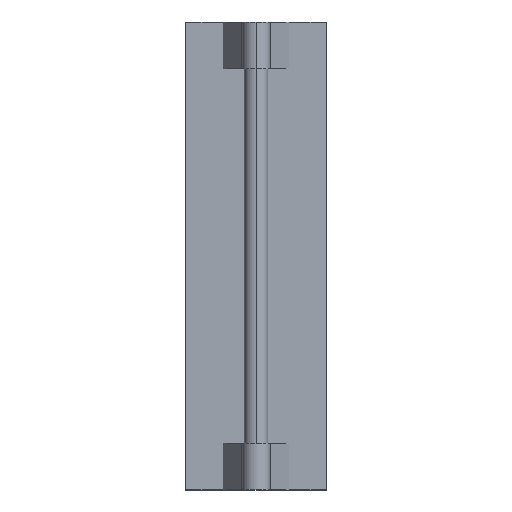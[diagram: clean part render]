
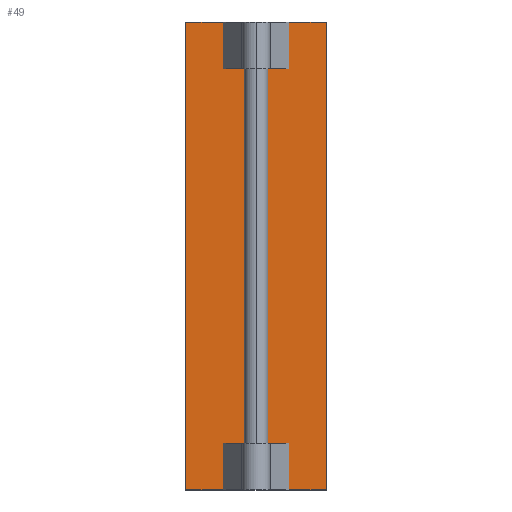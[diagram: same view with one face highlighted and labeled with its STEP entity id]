
A CAD part, top view. The second image highlights one B-rep face of the part: STEP entity #49.
In plain terms, the highlighted planar face has unit normal (0, 0, 1).
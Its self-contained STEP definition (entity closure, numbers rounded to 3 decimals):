
#9 = ORIENTED_EDGE ( 'NONE', *, *, #180, .T. ) ;
#25 = EDGE_CURVE ( 'NONE', #70, #238, #524, .T. ) ;
#38 = CARTESIAN_POINT ( 'NONE',  ( -15., 50., 2. ) ) ;
#39 = VECTOR ( 'NONE', #624, 1000. ) ;
#48 = DIRECTION ( 'NONE',  ( -1., 0., 0. ) ) ;
#49 = ADVANCED_FACE ( 'NONE', ( #469 ), #119, .F. ) ;
#50 = CARTESIAN_POINT ( 'NONE',  ( -15., -50., 2. ) ) ;
#51 = DIRECTION ( 'NONE',  ( 1., 0., 0. ) ) ;
#58 = VECTOR ( 'NONE', #546, 1000. ) ;
#59 = DIRECTION ( 'NONE',  ( 1., 0., 0. ) ) ;
#70 = VERTEX_POINT ( 'NONE', #314 ) ;
#94 = EDGE_CURVE ( 'NONE', #355, #70, #483, .T. ) ;
#98 = CARTESIAN_POINT ( 'NONE',  ( 15., 50., 2. ) ) ;
#117 = CARTESIAN_POINT ( 'NONE',  ( 0., 40., 2. ) ) ;
#119 = PLANE ( 'NONE',  #649 ) ;
#127 = VERTEX_POINT ( 'NONE', #714 ) ;
#132 = VECTOR ( 'NONE', #51, 1000. ) ;
#141 = ORIENTED_EDGE ( 'NONE', *, *, #673, .F. ) ;
#150 = CARTESIAN_POINT ( 'NONE',  ( 7., 40., 2. ) ) ;
#162 = LINE ( 'NONE', #340, #404 ) ;
#165 = VECTOR ( 'NONE', #622, 1000. ) ;
#175 = VECTOR ( 'NONE', #316, 1000. ) ;
#180 = EDGE_CURVE ( 'NONE', #127, #298, #530, .T. ) ;
#193 = CARTESIAN_POINT ( 'NONE',  ( 7., -40., 2. ) ) ;
#208 = EDGE_CURVE ( 'NONE', #701, #309, #409, .T. ) ;
#238 = VERTEX_POINT ( 'NONE', #534 ) ;
#239 = ORIENTED_EDGE ( 'NONE', *, *, #596, .T. ) ;
#261 = ORIENTED_EDGE ( 'NONE', *, *, #94, .T. ) ;
#265 = CARTESIAN_POINT ( 'NONE',  ( -7., -40., 2. ) ) ;
#273 = CARTESIAN_POINT ( 'NONE',  ( 7., -40., 2. ) ) ;
#288 = CARTESIAN_POINT ( 'NONE',  ( 0., -40., 2. ) ) ;
#294 = VECTOR ( 'NONE', #472, 1000. ) ;
#298 = VERTEX_POINT ( 'NONE', #677 ) ;
#309 = VERTEX_POINT ( 'NONE', #387 ) ;
#313 = EDGE_CURVE ( 'NONE', #652, #671, #668, .T. ) ;
#314 = CARTESIAN_POINT ( 'NONE',  ( 7., -50., 2. ) ) ;
#316 = DIRECTION ( 'NONE',  ( -1., 0., 0. ) ) ;
#323 = EDGE_CURVE ( 'NONE', #607, #617, #621, .T. ) ;
#325 = DIRECTION ( 'NONE',  ( -1., 0., 0. ) ) ;
#329 = CARTESIAN_POINT ( 'NONE',  ( -15., 50., 2. ) ) ;
#340 = CARTESIAN_POINT ( 'NONE',  ( -15., -50., 2. ) ) ;
#344 = EDGE_CURVE ( 'NONE', #238, #607, #371, .T. ) ;
#345 = LINE ( 'NONE', #288, #39 ) ;
#353 = DIRECTION ( 'NONE',  ( 0., 0., -1. ) ) ;
#355 = VERTEX_POINT ( 'NONE', #273 ) ;
#371 = LINE ( 'NONE', #734, #474 ) ;
#373 = VECTOR ( 'NONE', #59, 1000. ) ;
#387 = CARTESIAN_POINT ( 'NONE',  ( -7., -50., 2. ) ) ;
#396 = CARTESIAN_POINT ( 'NONE',  ( 0., 0., 2. ) ) ;
#403 = DIRECTION ( 'NONE',  ( 0., -1., 0. ) ) ;
#404 = VECTOR ( 'NONE', #403, 1000. ) ;
#409 = LINE ( 'NONE', #521, #294 ) ;
#412 = ORIENTED_EDGE ( 'NONE', *, *, #344, .T. ) ;
#415 = ORIENTED_EDGE ( 'NONE', *, *, #629, .T. ) ;
#438 = VERTEX_POINT ( 'NONE', #50 ) ;
#447 = VECTOR ( 'NONE', #325, 1000. ) ;
#457 = LINE ( 'NONE', #695, #699 ) ;
#467 = ORIENTED_EDGE ( 'NONE', *, *, #506, .F. ) ;
#469 = FACE_OUTER_BOUND ( 'NONE', #700, .T. ) ;
#472 = DIRECTION ( 'NONE',  ( 0., -1., 0. ) ) ;
#474 = VECTOR ( 'NONE', #487, 1000. ) ;
#483 = LINE ( 'NONE', #193, #58 ) ;
#487 = DIRECTION ( 'NONE',  ( 0., 1., 0. ) ) ;
#490 = ORIENTED_EDGE ( 'NONE', *, *, #323, .T. ) ;
#493 = CARTESIAN_POINT ( 'NONE',  ( -15., 50., 2. ) ) ;
#506 = EDGE_CURVE ( 'NONE', #355, #701, #345, .T. ) ;
#516 = DIRECTION ( 'NONE',  ( 0., 1., 0. ) ) ;
#521 = CARTESIAN_POINT ( 'NONE',  ( -7., -40., 2. ) ) ;
#524 = LINE ( 'NONE', #754, #373 ) ;
#530 = LINE ( 'NONE', #117, #620 ) ;
#534 = CARTESIAN_POINT ( 'NONE',  ( 15., -50., 2. ) ) ;
#546 = DIRECTION ( 'NONE',  ( 0., -1., 0. ) ) ;
#560 = ORIENTED_EDGE ( 'NONE', *, *, #208, .F. ) ;
#575 = CARTESIAN_POINT ( 'NONE',  ( 7., 50., 2. ) ) ;
#576 = ORIENTED_EDGE ( 'NONE', *, *, #25, .T. ) ;
#580 = LINE ( 'NONE', #744, #132 ) ;
#582 = DIRECTION ( 'NONE',  ( -1., 0., 0. ) ) ;
#596 = EDGE_CURVE ( 'NONE', #298, #652, #457, .T. ) ;
#606 = EDGE_CURVE ( 'NONE', #671, #438, #162, .T. ) ;
#607 = VERTEX_POINT ( 'NONE', #98 ) ;
#615 = LINE ( 'NONE', #150, #165 ) ;
#617 = VERTEX_POINT ( 'NONE', #575 ) ;
#620 = VECTOR ( 'NONE', #582, 1000. ) ;
#621 = LINE ( 'NONE', #493, #447 ) ;
#622 = DIRECTION ( 'NONE',  ( 0., 1., 0. ) ) ;
#624 = DIRECTION ( 'NONE',  ( -1., 0., 0. ) ) ;
#625 = CARTESIAN_POINT ( 'NONE',  ( -7., 50., 2. ) ) ;
#629 = EDGE_CURVE ( 'NONE', #438, #309, #580, .T. ) ;
#649 = AXIS2_PLACEMENT_3D ( 'NONE', #396, #353, #48 ) ;
#652 = VERTEX_POINT ( 'NONE', #625 ) ;
#668 = LINE ( 'NONE', #329, #175 ) ;
#671 = VERTEX_POINT ( 'NONE', #38 ) ;
#673 = EDGE_CURVE ( 'NONE', #127, #617, #615, .T. ) ;
#677 = CARTESIAN_POINT ( 'NONE',  ( -7., 40., 2. ) ) ;
#695 = CARTESIAN_POINT ( 'NONE',  ( -7., 40., 2. ) ) ;
#699 = VECTOR ( 'NONE', #516, 1000. ) ;
#700 = EDGE_LOOP ( 'NONE', ( #9, #239, #716, #755, #415, #560, #467, #261, #576, #412, #490, #141 ) ) ;
#701 = VERTEX_POINT ( 'NONE', #265 ) ;
#714 = CARTESIAN_POINT ( 'NONE',  ( 7., 40., 2. ) ) ;
#716 = ORIENTED_EDGE ( 'NONE', *, *, #313, .T. ) ;
#734 = CARTESIAN_POINT ( 'NONE',  ( 15., -50., 2. ) ) ;
#744 = CARTESIAN_POINT ( 'NONE',  ( -15., -50., 2. ) ) ;
#754 = CARTESIAN_POINT ( 'NONE',  ( -15., -50., 2. ) ) ;
#755 = ORIENTED_EDGE ( 'NONE', *, *, #606, .T. ) ;
